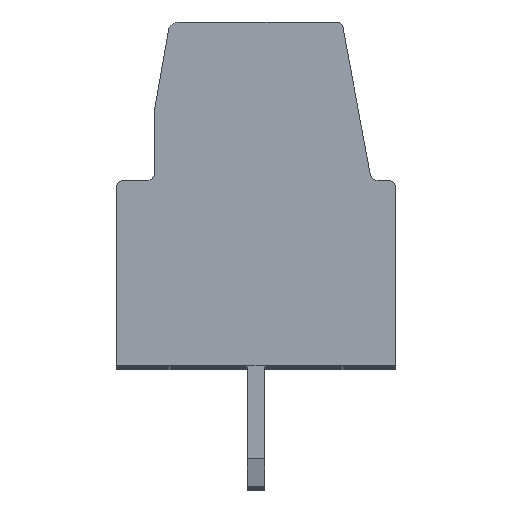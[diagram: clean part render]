
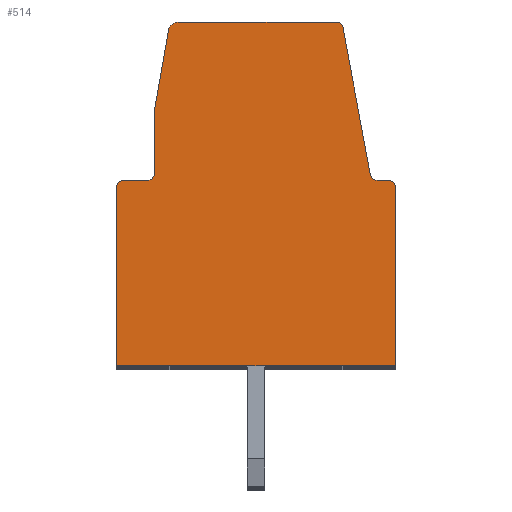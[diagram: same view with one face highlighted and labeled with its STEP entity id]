
A CAD part, top view. The second image highlights one B-rep face of the part: STEP entity #514.
In plain terms, the highlighted planar face has unit normal (0, 0, 1).
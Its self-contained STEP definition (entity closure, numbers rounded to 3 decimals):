
#514 = ADVANCED_FACE( '', ( #1031 ), #1032, .F. );
#1031 = FACE_OUTER_BOUND( '', #1581, .T. );
#1032 = PLANE( '', #1582 );
#1581 = EDGE_LOOP( '', ( #2770, #2771, #2772, #2773, #2774, #2775, #2776, #2777, #2778, #2779, #2780, #2781, #2782, #2783, #2784 ) );
#1582 = AXIS2_PLACEMENT_3D( '', #2785, #2786, #2787 );
#2770 = ORIENTED_EDGE( '', *, *, #3985, .T. );
#2771 = ORIENTED_EDGE( '', *, *, #3986, .T. );
#2772 = ORIENTED_EDGE( '', *, *, #3987, .F. );
#2773 = ORIENTED_EDGE( '', *, *, #3503, .T. );
#2774 = ORIENTED_EDGE( '', *, *, #3724, .T. );
#2775 = ORIENTED_EDGE( '', *, *, #3947, .T. );
#2776 = ORIENTED_EDGE( '', *, *, #3988, .T. );
#2777 = ORIENTED_EDGE( '', *, *, #3974, .T. );
#2778 = ORIENTED_EDGE( '', *, *, #3675, .F. );
#2779 = ORIENTED_EDGE( '', *, *, #3699, .T. );
#2780 = ORIENTED_EDGE( '', *, *, #3842, .F. );
#2781 = ORIENTED_EDGE( '', *, *, #3989, .T. );
#2782 = ORIENTED_EDGE( '', *, *, #3990, .T. );
#2783 = ORIENTED_EDGE( '', *, *, #3969, .T. );
#2784 = ORIENTED_EDGE( '', *, *, #3748, .F. );
#2785 = CARTESIAN_POINT( '', ( 0.81, -4.4, 0. ) );
#2786 = DIRECTION( '', ( 0., 0., -1. ) );
#2787 = DIRECTION( '', ( 0., 1., 0. ) );
#3503 = EDGE_CURVE( '', #4183, #4181, #4184, .T. );
#3675 = EDGE_CURVE( '', #4479, #4481, #4482, .T. );
#3699 = EDGE_CURVE( '', #4479, #4520, #4522, .T. );
#3724 = EDGE_CURVE( '', #4181, #4563, #4565, .T. );
#3748 = EDGE_CURVE( '', #4601, #4603, #4604, .T. );
#3842 = EDGE_CURVE( '', #4748, #4520, #4750, .T. );
#3947 = EDGE_CURVE( '', #4563, #4896, #4897, .T. );
#3969 = EDGE_CURVE( '', #4925, #4603, #4926, .T. );
#3974 = EDGE_CURVE( '', #4932, #4481, #4933, .T. );
#3985 = EDGE_CURVE( '', #4601, #4948, #4949, .T. );
#3986 = EDGE_CURVE( '', #4948, #4950, #4951, .T. );
#3987 = EDGE_CURVE( '', #4183, #4950, #4952, .T. );
#3988 = EDGE_CURVE( '', #4896, #4932, #4953, .T. );
#3989 = EDGE_CURVE( '', #4748, #4954, #4955, .T. );
#3990 = EDGE_CURVE( '', #4954, #4925, #4956, .T. );
#4181 = VERTEX_POINT( '', #5181 );
#4183 = VERTEX_POINT( '', #5184 );
#4184 = LINE( '', #5185, #5186 );
#4479 = VERTEX_POINT( '', #5604 );
#4481 = VERTEX_POINT( '', #5607 );
#4482 = CIRCLE( '', #5608, 0.2 );
#4520 = VERTEX_POINT( '', #5662 );
#4522 = LINE( '', #5665, #5666 );
#4563 = VERTEX_POINT( '', #5720 );
#4565 = CIRCLE( '', #5723, 0.2 );
#4601 = VERTEX_POINT( '', #5771 );
#4603 = VERTEX_POINT( '', #5774 );
#4604 = CIRCLE( '', #5775, 0.3 );
#4748 = VERTEX_POINT( '', #5989 );
#4750 = CIRCLE( '', #5992, 0.2 );
#4896 = VERTEX_POINT( '', #6206 );
#4897 = LINE( '', #6207, #6208 );
#4925 = VERTEX_POINT( '', #6249 );
#4926 = LINE( '', #6250, #6251 );
#4932 = VERTEX_POINT( '', #6260 );
#4933 = LINE( '', #6261, #6262 );
#4948 = VERTEX_POINT( '', #6284 );
#4949 = LINE( '', #6285, #6286 );
#4950 = VERTEX_POINT( '', #6287 );
#4951 = LINE( '', #6288, #6289 );
#4952 = CIRCLE( '', #6290, 0.2 );
#4953 = LINE( '', #6291, #6292 );
#4954 = VERTEX_POINT( '', #6293 );
#4955 = LINE( '', #6294, #6295 );
#4956 = CIRCLE( '', #6296, 0.2 );
#5181 = CARTESIAN_POINT( '', ( -7.9, 5.4, 0. ) );
#5184 = CARTESIAN_POINT( '', ( -7.2, 5.4, 0. ) );
#5185 = CARTESIAN_POINT( '', ( -16.414, 5.4, 0. ) );
#5186 = VECTOR( '', #6583, 1000. );
#5604 = CARTESIAN_POINT( '', ( -0.2, 5.4, 0. ) );
#5607 = CARTESIAN_POINT( '', ( 0., 5.2, 0. ) );
#5608 = AXIS2_PLACEMENT_3D( '', #6765, #6766, #6767 );
#5662 = CARTESIAN_POINT( '', ( -0.531, 5.4, 0. ) );
#5665 = CARTESIAN_POINT( '', ( -16.414, 5.4, 0. ) );
#5666 = VECTOR( '', #6788, 1000. );
#5720 = CARTESIAN_POINT( '', ( -8.1, 5.2, 0. ) );
#5723 = AXIS2_PLACEMENT_3D( '', #6821, #6822, #6823 );
#5771 = CARTESIAN_POINT( '', ( -6.594, 9.752, 0. ) );
#5774 = CARTESIAN_POINT( '', ( -6.298, 10., 0. ) );
#5775 = AXIS2_PLACEMENT_3D( '', #6852, #6853, #6854 );
#5989 = CARTESIAN_POINT( '', ( -0.728, 5.564, 0. ) );
#5992 = AXIS2_PLACEMENT_3D( '', #6941, #6942, #6943 );
#6206 = CARTESIAN_POINT( '', ( -8.1, 0., 0. ) );
#6207 = CARTESIAN_POINT( '', ( -8.1, -18.438, 0. ) );
#6208 = VECTOR( '', #7024, 1000. );
#6249 = CARTESIAN_POINT( '', ( -1.716, 10., 0. ) );
#6250 = CARTESIAN_POINT( '', ( -16.414, 10., 0. ) );
#6251 = VECTOR( '', #7044, 1000. );
#6260 = CARTESIAN_POINT( '', ( 0., 0., 0. ) );
#6261 = CARTESIAN_POINT( '', ( 0., -18.438, 0. ) );
#6262 = VECTOR( '', #7048, 1000. );
#6284 = CARTESIAN_POINT( '', ( -7., 7.448, 0. ) );
#6285 = CARTESIAN_POINT( '', ( -11.564, -18.438, 0. ) );
#6286 = VECTOR( '', #7056, 1000. );
#6287 = CARTESIAN_POINT( '', ( -7., 5.6, 0. ) );
#6288 = CARTESIAN_POINT( '', ( -7., -18.438, 0. ) );
#6289 = VECTOR( '', #7057, 1000. );
#6290 = AXIS2_PLACEMENT_3D( '', #7058, #7059, #7060 );
#6291 = CARTESIAN_POINT( '', ( -16.414, 0., 0. ) );
#6292 = VECTOR( '', #7061, 1000. );
#6293 = CARTESIAN_POINT( '', ( -1.52, 9.836, 0. ) );
#6294 = CARTESIAN_POINT( '', ( 3.721, -18.438, 0. ) );
#6295 = VECTOR( '', #7062, 1000. );
#6296 = AXIS2_PLACEMENT_3D( '', #7063, #7064, #7065 );
#6583 = DIRECTION( '', ( -1., 0., 0. ) );
#6765 = CARTESIAN_POINT( '', ( -0.2, 5.2, 0. ) );
#6766 = DIRECTION( '', ( 0., 0., -1. ) );
#6767 = DIRECTION( '', ( -1., 0., 0. ) );
#6788 = DIRECTION( '', ( -1., 0., 0. ) );
#6821 = CARTESIAN_POINT( '', ( -7.9, 5.2, 0. ) );
#6822 = DIRECTION( '', ( 0., 0., 1. ) );
#6823 = DIRECTION( '', ( 1., 0., 0. ) );
#6852 = CARTESIAN_POINT( '', ( -6.298, 9.7, 0. ) );
#6853 = DIRECTION( '', ( 0., 0., -1. ) );
#6854 = DIRECTION( '', ( -1., 0., 0. ) );
#6941 = CARTESIAN_POINT( '', ( -0.531, 5.6, 0. ) );
#6942 = DIRECTION( '', ( 0., 0., 1. ) );
#6943 = DIRECTION( '', ( 1., 0., 0. ) );
#7024 = DIRECTION( '', ( 0., -1., 0. ) );
#7044 = DIRECTION( '', ( -1., 0., 0. ) );
#7048 = DIRECTION( '', ( 0., 1., 0. ) );
#7056 = DIRECTION( '', ( -0.174, -0.985, 0. ) );
#7057 = DIRECTION( '', ( 0., -1., 0. ) );
#7058 = CARTESIAN_POINT( '', ( -7.2, 5.6, 0. ) );
#7059 = DIRECTION( '', ( 0., 0., 1. ) );
#7060 = DIRECTION( '', ( 1., 0., 0. ) );
#7061 = DIRECTION( '', ( 1., 0., 0. ) );
#7062 = DIRECTION( '', ( -0.182, 0.983, 0. ) );
#7063 = CARTESIAN_POINT( '', ( -1.716, 9.8, 0. ) );
#7064 = DIRECTION( '', ( 0., 0., 1. ) );
#7065 = DIRECTION( '', ( 1., 0., 0. ) );
